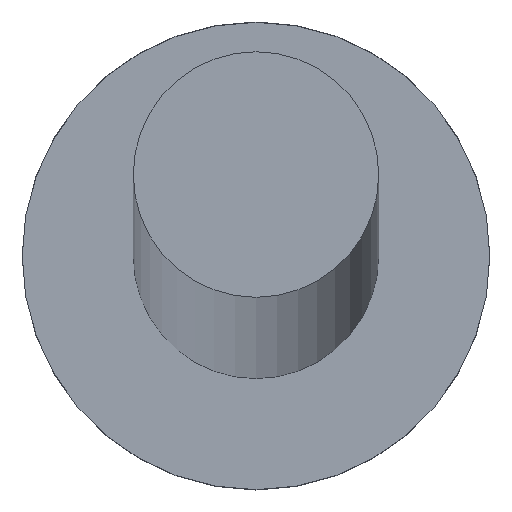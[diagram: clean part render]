
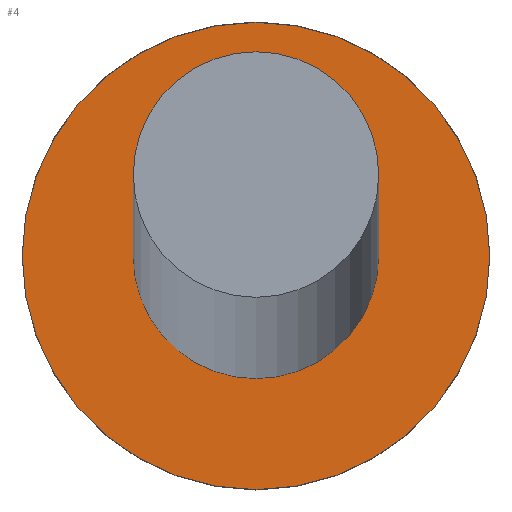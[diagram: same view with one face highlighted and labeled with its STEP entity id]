
A CAD part, top view. The second image highlights one B-rep face of the part: STEP entity #4.
In plain terms, the highlighted planar face has unit normal (0, 0, 1).
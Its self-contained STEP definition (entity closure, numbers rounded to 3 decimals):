
#3 = CIRCLE ( 'NONE', #71, 2.1 ) ;
#4 = ADVANCED_FACE ( 'NONE', ( #55, #250 ), #120, .T. ) ;
#5 = VERTEX_POINT ( 'NONE', #229 ) ;
#7 = CARTESIAN_POINT ( 'NONE',  ( 0., 0., 3. ) ) ;
#9 = DIRECTION ( 'NONE',  ( 0., 0., 1. ) ) ;
#12 = CIRCLE ( 'NONE', #105, 4. ) ;
#14 = CARTESIAN_POINT ( 'NONE',  ( 0., 0., 3. ) ) ;
#15 = CIRCLE ( 'NONE', #170, 4. ) ;
#27 = CARTESIAN_POINT ( 'NONE',  ( 4., 0., 3. ) ) ;
#39 = AXIS2_PLACEMENT_3D ( 'NONE', #83, #254, #199 ) ;
#45 = VERTEX_POINT ( 'NONE', #95 ) ;
#47 = AXIS2_PLACEMENT_3D ( 'NONE', #7, #211, #247 ) ;
#48 = VERTEX_POINT ( 'NONE', #157 ) ;
#51 = VERTEX_POINT ( 'NONE', #27 ) ;
#55 = FACE_BOUND ( 'NONE', #128, .T. ) ;
#70 = ORIENTED_EDGE ( 'NONE', *, *, #191, .F. ) ;
#71 = AXIS2_PLACEMENT_3D ( 'NONE', #180, #81, #216 ) ;
#81 = DIRECTION ( 'NONE',  ( 0., 0., 1. ) ) ;
#83 = CARTESIAN_POINT ( 'NONE',  ( 0., 0., 3. ) ) ;
#95 = CARTESIAN_POINT ( 'NONE',  ( -4., 0., 3. ) ) ;
#105 = AXIS2_PLACEMENT_3D ( 'NONE', #14, #253, #161 ) ;
#106 = CARTESIAN_POINT ( 'NONE',  ( 0., 0., 3. ) ) ;
#120 = PLANE ( 'NONE',  #47 ) ;
#128 = EDGE_LOOP ( 'NONE', ( #70, #243 ) ) ;
#157 = CARTESIAN_POINT ( 'NONE',  ( -2.1, 0., 3. ) ) ;
#158 = CIRCLE ( 'NONE', #39, 2.1 ) ;
#161 = DIRECTION ( 'NONE',  ( 1., 0., 0. ) ) ;
#170 = AXIS2_PLACEMENT_3D ( 'NONE', #106, #9, #203 ) ;
#171 = EDGE_CURVE ( 'NONE', #45, #51, #15, .T. ) ;
#180 = CARTESIAN_POINT ( 'NONE',  ( 0., 0., 3. ) ) ;
#191 = EDGE_CURVE ( 'NONE', #48, #5, #158, .T. ) ;
#199 = DIRECTION ( 'NONE',  ( 1., 0., 0. ) ) ;
#203 = DIRECTION ( 'NONE',  ( 1., 0., 0. ) ) ;
#207 = EDGE_CURVE ( 'NONE', #5, #48, #3, .T. ) ;
#208 = ORIENTED_EDGE ( 'NONE', *, *, #209, .T. ) ;
#209 = EDGE_CURVE ( 'NONE', #51, #45, #12, .T. ) ;
#211 = DIRECTION ( 'NONE',  ( 0., 0., 1. ) ) ;
#216 = DIRECTION ( 'NONE',  ( 1., 0., 0. ) ) ;
#223 = EDGE_LOOP ( 'NONE', ( #225, #208 ) ) ;
#225 = ORIENTED_EDGE ( 'NONE', *, *, #171, .T. ) ;
#229 = CARTESIAN_POINT ( 'NONE',  ( 2.1, 0., 3. ) ) ;
#243 = ORIENTED_EDGE ( 'NONE', *, *, #207, .F. ) ;
#247 = DIRECTION ( 'NONE',  ( 1., 0., 0. ) ) ;
#250 = FACE_OUTER_BOUND ( 'NONE', #223, .T. ) ;
#253 = DIRECTION ( 'NONE',  ( 0., 0., 1. ) ) ;
#254 = DIRECTION ( 'NONE',  ( 0., 0., 1. ) ) ;
